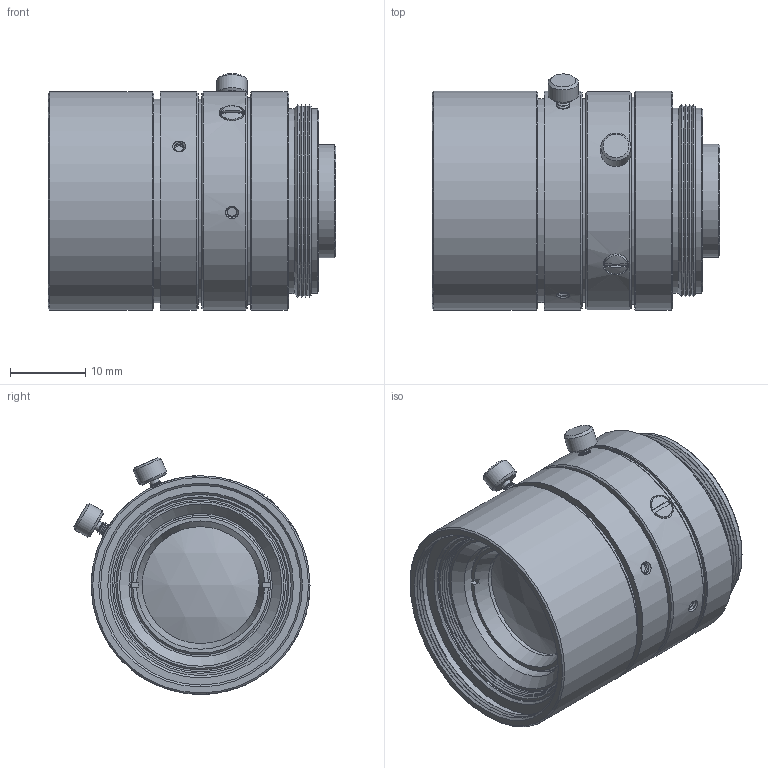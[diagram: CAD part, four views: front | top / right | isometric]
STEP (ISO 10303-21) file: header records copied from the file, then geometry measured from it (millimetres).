
FILE_DESCRIPTION(/* description */ (''),/* implementation_level */ '2;1');
FILE_NAME(/* name */ 'SASF-C-HD-F25-M27_3D-CAD.stp',/* time_stamp */ '2021-10-07T11:42:42-04:00',/* author */ ('us0alz'),/* organization */ (''),/* preprocessor_version */ 'ST-DEVELOPER v17',/* originating_system */ 'Autodesk Inventor 2019',/* authorisation */ '');
FILE_SCHEMA (('AUTOMOTIVE_DESIGN { 1 0 10303 214 3 1 1 }'));
Length unit declared in the file: millimetre
Products named in the file (1): SASF-C-HD-F25-M27_3D-CAD
Bounding box: 38.16 x 31.28 x 31.41 mm (x, y, z)
Volume: 18224.8 mm3; surface area: 9477.1 mm2
Topology: 1 solids, 19 shells, 347 faces, 924 edges, 635 vertices
Faces by surface type: cone 206, plane 73, cylinder 64, sphere 4
Full cylindrical faces by diameter (mm): 1.3 x2, 1.5 x4, 2 x4, 3 x1, 3.4 x1, 4 x2, 10.5 x1, 12 x1, 13 x1, 13.898 x1, 14 x1, 15 x1, 15.5 x1, 17 x1, 19 x2, 19.5 x1, 21.5 x1, 22.5 x3, 24 x2, 24.5 x2, 27 x2, 27.5 x2, 28 x1, 29 x4
Entity records: 11658 total; most frequent: CARTESIAN_POINT 2311, DIRECTION 2190, ORIENTED_EDGE 1846, AXIS2_PLACEMENT_3D 938, EDGE_CURVE 923, VERTEX_POINT 633, CIRCLE 590, EDGE_LOOP 394
